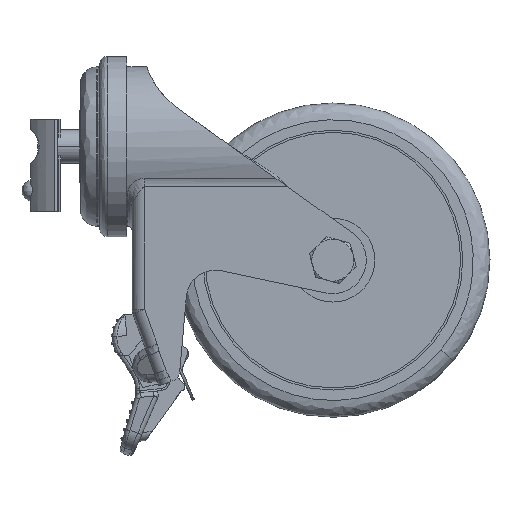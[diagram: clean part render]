
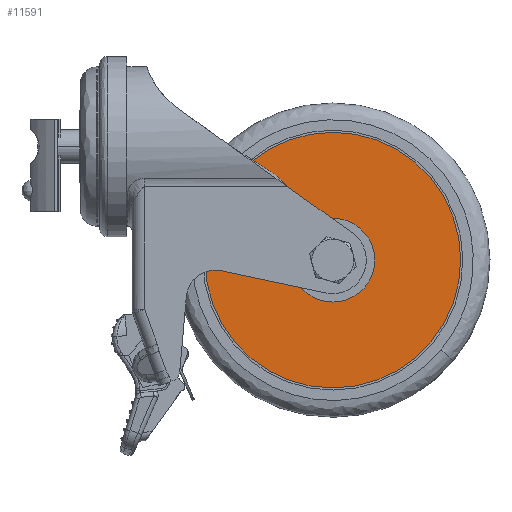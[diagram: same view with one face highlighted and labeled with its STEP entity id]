
A CAD part, left-side view. The second image highlights one B-rep face of the part: STEP entity #11591.
In plain terms, the highlighted face is planar.
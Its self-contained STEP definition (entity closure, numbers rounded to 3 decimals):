
#1150 = CARTESIAN_POINT ( 'NONE',  ( 13.5, 0., -59.5 ) ) ;
#2051 = AXIS2_PLACEMENT_3D ( 'NONE', #26937, #33833, #13992 ) ;
#2072 = CIRCLE ( 'NONE', #5642, 30.5 ) ;
#3242 = CARTESIAN_POINT ( 'NONE',  ( 13.5, 0., -69.5 ) ) ;
#5642 = AXIS2_PLACEMENT_3D ( 'NONE', #37770, #10318, #30416 ) ;
#6826 = FACE_OUTER_BOUND ( 'NONE', #10236, .T. ) ;
#7249 = ORIENTED_EDGE ( 'NONE', *, *, #23147, .F. ) ;
#10236 = EDGE_LOOP ( 'NONE', ( #19131, #27631 ) ) ;
#10318 = DIRECTION ( 'NONE',  ( 1., 0., 0. ) ) ;
#10661 = AXIS2_PLACEMENT_3D ( 'NONE', #24554, #37721, #17432 ) ;
#11372 = CIRCLE ( 'NONE', #10661, 10. ) ;
#11420 = AXIS2_PLACEMENT_3D ( 'NONE', #1150, #17480, #24838 ) ;
#11435 = VERTEX_POINT ( 'NONE', #25039 ) ;
#11591 = ADVANCED_FACE ( 'NONE', ( #6826, #30507 ), #27376, .T. ) ;
#11619 = VERTEX_POINT ( 'NONE', #24026 ) ;
#13992 = DIRECTION ( 'NONE',  ( 0., 0., -1. ) ) ;
#16060 = ORIENTED_EDGE ( 'NONE', *, *, #23058, .F. ) ;
#17432 = DIRECTION ( 'NONE',  ( 0., 0., -1. ) ) ;
#17480 = DIRECTION ( 'NONE',  ( 1., 0., 0. ) ) ;
#17498 = EDGE_CURVE ( 'NONE', #18585, #11619, #34173, .T. ) ;
#18585 = VERTEX_POINT ( 'NONE', #22590 ) ;
#19062 = EDGE_CURVE ( 'NONE', #11619, #18585, #2072, .T. ) ;
#19131 = ORIENTED_EDGE ( 'NONE', *, *, #19062, .T. ) ;
#21462 = DIRECTION ( 'NONE',  ( 1., 0., 0. ) ) ;
#22590 = CARTESIAN_POINT ( 'NONE',  ( 13.5, 0., -29. ) ) ;
#23058 = EDGE_CURVE ( 'NONE', #11435, #29216, #11372, .T. ) ;
#23147 = EDGE_CURVE ( 'NONE', #29216, #11435, #41982, .T. ) ;
#24026 = CARTESIAN_POINT ( 'NONE',  ( 13.5, 0., -90. ) ) ;
#24554 = CARTESIAN_POINT ( 'NONE',  ( 13.5, 0., -59.5 ) ) ;
#24838 = DIRECTION ( 'NONE',  ( 0., 0., -1. ) ) ;
#25039 = CARTESIAN_POINT ( 'NONE',  ( 13.5, 0., -49.5 ) ) ;
#26937 = CARTESIAN_POINT ( 'NONE',  ( 13.5, 0., -42.663 ) ) ;
#27376 = PLANE ( 'NONE',  #2051 ) ;
#27631 = ORIENTED_EDGE ( 'NONE', *, *, #17498, .T. ) ;
#29216 = VERTEX_POINT ( 'NONE', #3242 ) ;
#30416 = DIRECTION ( 'NONE',  ( 0., 0., -1. ) ) ;
#30507 = FACE_BOUND ( 'NONE', #31595, .T. ) ;
#31595 = EDGE_LOOP ( 'NONE', ( #7249, #16060 ) ) ;
#31687 = DIRECTION ( 'NONE',  ( 0., 0., -1. ) ) ;
#33833 = DIRECTION ( 'NONE',  ( 1., 0., 0. ) ) ;
#34173 = CIRCLE ( 'NONE', #11420, 30.5 ) ;
#35246 = CARTESIAN_POINT ( 'NONE',  ( 13.5, 0., -59.5 ) ) ;
#37721 = DIRECTION ( 'NONE',  ( 1., 0., 0. ) ) ;
#37770 = CARTESIAN_POINT ( 'NONE',  ( 13.5, 0., -59.5 ) ) ;
#41982 = CIRCLE ( 'NONE', #44104, 10. ) ;
#44104 = AXIS2_PLACEMENT_3D ( 'NONE', #35246, #21462, #31687 ) ;
